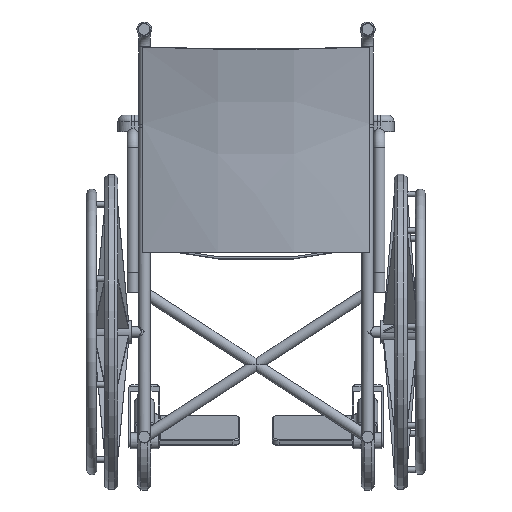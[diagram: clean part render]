
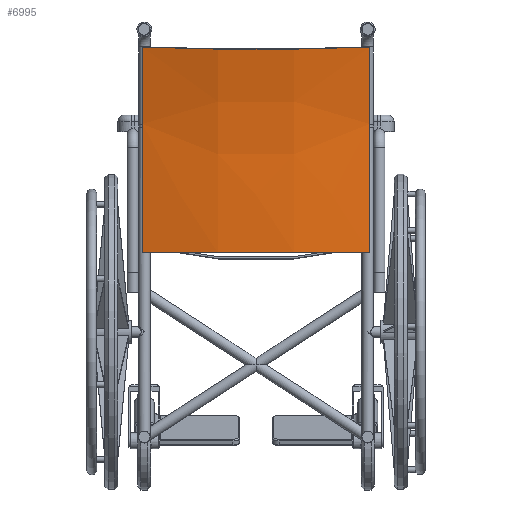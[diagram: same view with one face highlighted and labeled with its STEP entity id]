
A CAD part, top view. The second image highlights one B-rep face of the part: STEP entity #6995.
In plain terms, the highlighted free-form (B-spline) face has degree [3, 3] with [4, 4] control points.
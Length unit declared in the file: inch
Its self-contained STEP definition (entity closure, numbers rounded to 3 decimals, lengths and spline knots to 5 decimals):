
#145 = CARTESIAN_POINT ( 'NONE',  ( 5.54377, -17., -4.08954 ) ) ;
#220 = CARTESIAN_POINT ( 'NONE',  ( -0.1348, -17., -5.42817 ) ) ;
#712 = VERTEX_POINT ( 'NONE', #5954 ) ;
#933 = EDGE_CURVE ( 'NONE', #2949, #6467, #10788, .T. ) ;
#1223 = CARTESIAN_POINT ( 'NONE',  ( 8.5, -17., -42.05746 ) ) ;
#1296 = CARTESIAN_POINT ( 'NONE',  ( 5.54377, -6.72442, -3.9668 ) ) ;
#1796 = CIRCLE ( 'NONE', #10926, 37.63329 ) ;
#2255 = VERTEX_POINT ( 'NONE', #11760 ) ;
#2342 = DIRECTION ( 'NONE',  ( 0., 0., 1. ) ) ;
#2414 = CARTESIAN_POINT ( 'NONE',  ( 11.45623, -17., -4.08954 ) ) ;
#2451 = DIRECTION ( 'NONE',  ( 0., 0.986, 0.167 ) ) ;
#2642 = AXIS2_PLACEMENT_3D ( 'NONE', #1223, #9055, #2342 ) ;
#2894 = B_SPLINE_CURVE_WITH_KNOTS ( 'NONE', 3,
 ( #3949, #11783, #12924, #6192 ),
 .UNSPECIFIED., .F., .F.,
 ( 4, 4 ),
 ( 0., 1. ),
 .UNSPECIFIED. ) ;
#2949 = VERTEX_POINT ( 'NONE', #8654 ) ;
#3574 = CARTESIAN_POINT ( 'NONE',  ( 11.45623, -6.72442, -3.9668 ) ) ;
#3949 = CARTESIAN_POINT ( 'NONE',  ( 17.1348, -17., -5.42817 ) ) ;
#3969 = EDGE_LOOP ( 'NONE', ( #10241, #8542, #14118, #5017 ) ) ;
#4693 = CARTESIAN_POINT ( 'NONE',  ( 17.1348, -17., -5.42817 ) ) ;
#4898 = EDGE_CURVE ( 'NONE', #2949, #2255, #11962, .T. ) ;
#5017 = ORIENTED_EDGE ( 'NONE', *, *, #933, .F. ) ;
#5062 = CARTESIAN_POINT ( 'NONE',  ( -0.1348, -1.3453, -4.41519 ) ) ;
#5412 = FACE_OUTER_BOUND ( 'NONE', #3969, .T. ) ;
#5743 = EDGE_CURVE ( 'NONE', #2255, #712, #2894, .T. ) ;
#5773 = CARTESIAN_POINT ( 'NONE',  ( -0.1348, -6.54171, -5.42817 ) ) ;
#5814 = CARTESIAN_POINT ( 'NONE',  ( -0.1348, -6.50131, -5.28672 ) ) ;
#5823 = CARTESIAN_POINT ( 'NONE',  ( 17.1348, -6.50131, -5.28672 ) ) ;
#5954 = CARTESIAN_POINT ( 'NONE',  ( 17.1348, -1.3453, -4.41519 ) ) ;
#6192 = CARTESIAN_POINT ( 'NONE',  ( 17.1348, -1.3453, -4.41519 ) ) ;
#6467 = VERTEX_POINT ( 'NONE', #13657 ) ;
#6828 = CARTESIAN_POINT ( 'NONE',  ( -0.1348, -6.50131, -5.28672 ) ) ;
#6878 = CARTESIAN_POINT ( 'NONE',  ( -0.1348, -1.3453, -4.41519 ) ) ;
#6995 = ADVANCED_FACE ( 'NONE', ( #5412 ), #8171, .T. ) ;
#7988 = CARTESIAN_POINT ( 'NONE',  ( 5.54377, -6.54171, -4.08954 ) ) ;
#8171 = B_SPLINE_SURFACE_WITH_KNOTS ( 'NONE', 3, 3, ( 
 ( #12489, #5773, #6828, #6878 ),
 ( #145, #7988, #1296, #9145 ),
 ( #2414, #10281, #3574, #11399 ),
 ( #4693, #12536, #5823, #13642 ) ),
 .UNSPECIFIED., .F., .F., .F.,
 ( 4, 4 ),
 ( 4, 4 ),
 ( 0., 1. ),
 ( 0., 1. ),
 .UNSPECIFIED. ) ;
#8542 = ORIENTED_EDGE ( 'NONE', *, *, #5743, .T. ) ;
#8654 = CARTESIAN_POINT ( 'NONE',  ( -0.1348, -17., -5.42817 ) ) ;
#9055 = DIRECTION ( 'NONE',  ( 0., 1., 0. ) ) ;
#9145 = CARTESIAN_POINT ( 'NONE',  ( 5.54377, -1.56841, -3.09528 ) ) ;
#9175 = CARTESIAN_POINT ( 'NONE',  ( 8.5, 4.75958, -40.53216 ) ) ;
#10241 = ORIENTED_EDGE ( 'NONE', *, *, #4898, .T. ) ;
#10281 = CARTESIAN_POINT ( 'NONE',  ( 11.45623, -6.54171, -4.08954 ) ) ;
#10309 = DIRECTION ( 'NONE',  ( 0., -0.167, 0.986 ) ) ;
#10788 = B_SPLINE_CURVE_WITH_KNOTS ( 'NONE', 3,
 ( #220, #13961, #5814, #5062 ),
 .UNSPECIFIED., .F., .F.,
 ( 4, 4 ),
 ( 0., 1. ),
 .UNSPECIFIED. ) ;
#10926 = AXIS2_PLACEMENT_3D ( 'NONE', #9175, #2451, #10309 ) ;
#11399 = CARTESIAN_POINT ( 'NONE',  ( 11.45623, -1.56841, -3.09528 ) ) ;
#11760 = CARTESIAN_POINT ( 'NONE',  ( 17.1348, -17., -5.42817 ) ) ;
#11783 = CARTESIAN_POINT ( 'NONE',  ( 17.1348, -6.54171, -5.42817 ) ) ;
#11962 = CIRCLE ( 'NONE', #2642, 37.63329 ) ;
#12489 = CARTESIAN_POINT ( 'NONE',  ( -0.1348, -17., -5.42817 ) ) ;
#12536 = CARTESIAN_POINT ( 'NONE',  ( 17.1348, -6.54171, -5.42817 ) ) ;
#12924 = CARTESIAN_POINT ( 'NONE',  ( 17.1348, -6.50131, -5.28672 ) ) ;
#13642 = CARTESIAN_POINT ( 'NONE',  ( 17.1348, -1.3453, -4.41519 ) ) ;
#13657 = CARTESIAN_POINT ( 'NONE',  ( -0.1348, -1.3453, -4.41519 ) ) ;
#13961 = CARTESIAN_POINT ( 'NONE',  ( -0.1348, -6.54171, -5.42817 ) ) ;
#14118 = ORIENTED_EDGE ( 'NONE', *, *, #14247, .F. ) ;
#14247 = EDGE_CURVE ( 'NONE', #6467, #712, #1796, .T. ) ;
